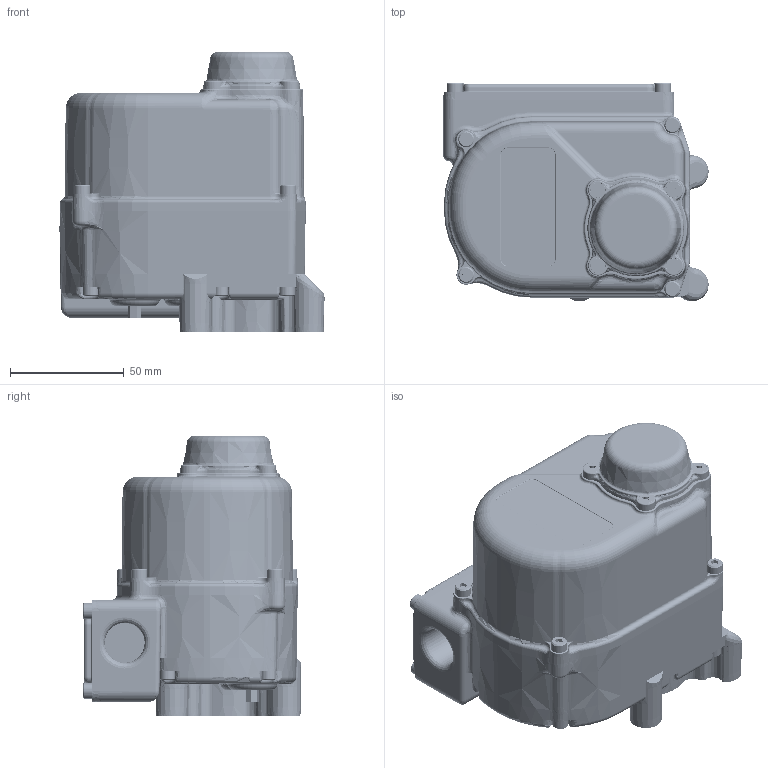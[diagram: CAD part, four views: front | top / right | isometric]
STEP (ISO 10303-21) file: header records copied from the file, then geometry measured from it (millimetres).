
FILE_DESCRIPTION (( 'STEP AP203' ), '1' );
FILE_NAME ('KE004 Ver.2.STEP', '2015-12-25T09:40:37', ( '' ), ( '' ), 'SwSTEP 2.0', 'SolidWorks 2015', '' );
FILE_SCHEMA (( 'CONFIG_CONTROL_DESIGN' ));
Length unit declared in the file: millimetre
Products named in the file (10): KE004-0060 鐘お煤 夢蝶 醴幗 (Rev.0); KE004-0760 孺紫辦 (REV.0); KE004-0240 皋春倔 箕橇飘 (Rev.1); ｼｭｽｺ ｽﾊﾀﾚ ﾁ｢ｽﾃ ｸﾓｸｮ ｺｼﾆｮ M3X6; 憮蝶 嶸舒 溶雖 獐お M4X10; KE004-0090 漆檜蝶 Ver.2 (Rev.1); KE004-0210 皋牢 箕橇飘 Ver.2 (REV.0); KE004-0010 晦橫夢蝶 夥蛤 Ver.1 (Rev.0); KE004 Ver.2; KE004-0040 馨檜綰 夢蝶 醴幗 (Rev.0)
Assembly tree (26 placements, depth 2):
  KE004 Ver.2
    KE004-0010 晦橫夢蝶 夥蛤 Ver.1 (Rev.0)
    KE004-0040 馨檜綰 夢蝶 醴幗 (Rev.0)
    KE004-0060 鐘お煤 夢蝶 醴幗 (Rev.0)
    KE004-0760 孺紫辦 (REV.0)
    KE004-0240 皋春倔 箕橇飘 (Rev.1)
    ｼｭｽｺ ｽﾊﾀﾚ ﾁ｢ｽﾃ ｸﾓｸｮ ｺｼﾆｮ M3X6  x4
    憮蝶 嶸舒 溶雖 獐お M4X10  x15
    KE004-0090 漆檜蝶 Ver.2 (Rev.1)
    KE004-0210 皋牢 箕橇飘 Ver.2 (REV.0)
Bounding box: 116.48 x 96.12 x 123.3 mm (x, y, z)
Volume: 798232.6 mm3; surface area: 117813.1 mm2
Topology: 26 solids, 29 shells, 3781 faces, 9791 edges, 6272 vertices
Faces by surface type: plane 1326, bspline 1196, cylinder 738, torus 302, cone 204, sphere 15
Entity records: 155404 total; most frequent: CARTESIAN_POINT 88420, ORIENTED_EDGE 15434, DIRECTION 10439, EDGE_CURVE 7717, VERTEX_POINT 4934, VECTOR 3811, LINE 3811, AXIS2_PLACEMENT_3D 3314
